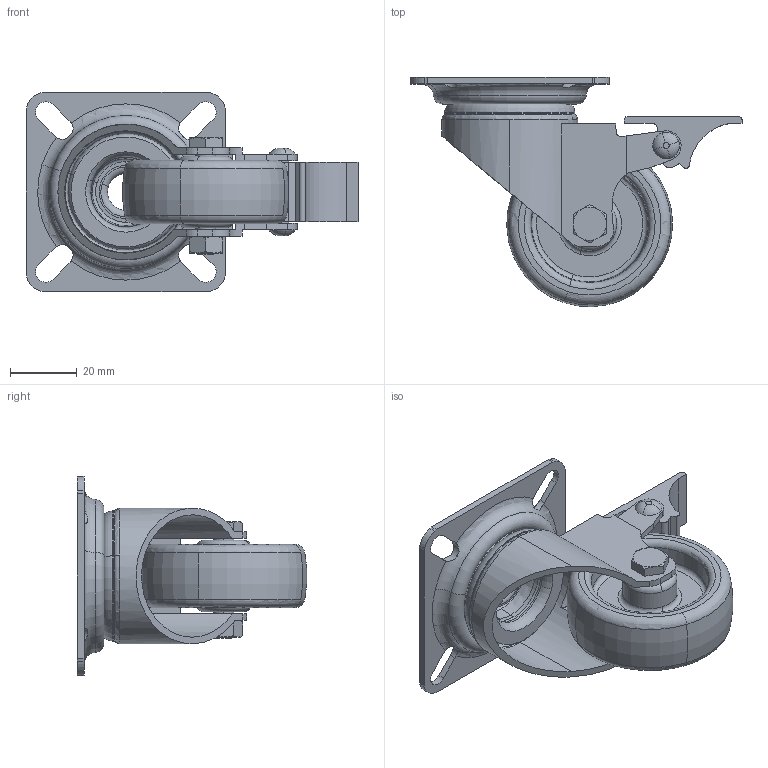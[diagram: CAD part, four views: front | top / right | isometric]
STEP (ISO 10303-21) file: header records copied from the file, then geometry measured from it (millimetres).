
FILE_DESCRIPTION (( 'STEP AP214' ), '1' );
FILE_NAME ('F003575_3D.step', '2022-11-21T18:19:20', ( '' ), ( '' ), 'SwSTEP 2.0', 'SolidWorks 2020', '' );
FILE_SCHEMA (( 'AUTOMOTIVE_DESIGN' ));
Length unit declared in the file: millimetre
Products named in the file (1): F003575_3D
Bounding box: 99.8 x 68.92 x 60 mm (x, y, z)
Volume: 53831.6 mm3; surface area: 31063.3 mm2
Topology: 2 solids, 2 shells, 261 faces, 693 edges, 448 vertices
Faces by surface type: plane 98, torus 69, cylinder 64, cone 30
Entity records: 12027 total; most frequent: CARTESIAN_POINT 2440, DIRECTION 1480, ORIENTED_EDGE 1386, EDGE_CURVE 693, AXIS2_PLACEMENT_3D 611, VERTEX_POINT 448, CIRCLE 349, EDGE_LOOP 289
